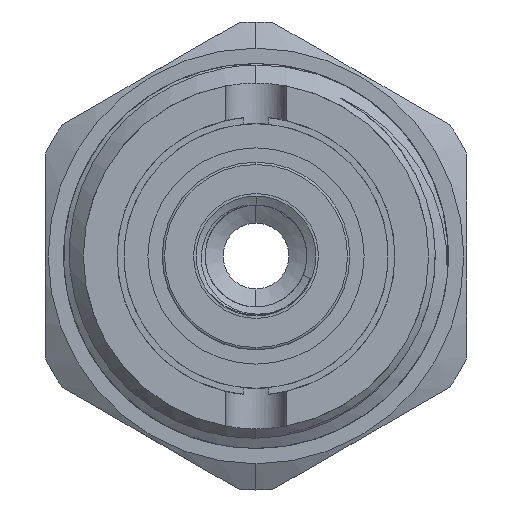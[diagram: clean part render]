
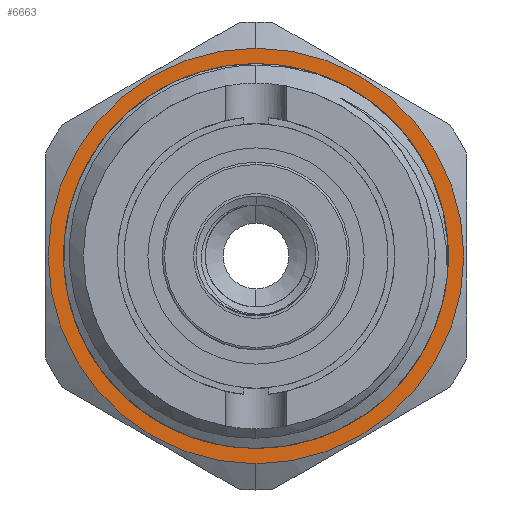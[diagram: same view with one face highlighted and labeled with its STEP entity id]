
A CAD part, front view. The second image highlights one B-rep face of the part: STEP entity #6663.
In plain terms, the highlighted planar face has unit normal (0, -1, 0).
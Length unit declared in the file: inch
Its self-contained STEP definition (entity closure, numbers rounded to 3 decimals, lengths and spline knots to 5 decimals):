
#101 = VERTEX_POINT ( 'NONE', #12118 ) ;
#372 = DIRECTION ( 'NONE',  ( 0., 0., -1. ) ) ;
#770 = EDGE_CURVE ( 'NONE', #27918, #9930, #14196, .T. ) ;
#1516 = FACE_BOUND ( 'NONE', #17311, .T. ) ;
#2038 = ORIENTED_EDGE ( 'NONE', *, *, #21400, .T. ) ;
#2829 = CARTESIAN_POINT ( 'NONE',  ( 0., 0.945, 0. ) ) ;
#3175 = CARTESIAN_POINT ( 'NONE',  ( 0., 0.945, 0.555 ) ) ;
#3868 = DIRECTION ( 'NONE',  ( 0., -1., 0. ) ) ;
#4564 = ORIENTED_EDGE ( 'NONE', *, *, #7054, .T. ) ;
#4925 = ORIENTED_EDGE ( 'NONE', *, *, #15118, .F. ) ;
#5080 = DIRECTION ( 'NONE',  ( 0., 0., -1. ) ) ;
#6411 = AXIS2_PLACEMENT_3D ( 'NONE', #2829, #19786, #5080 ) ;
#6663 = ADVANCED_FACE ( 'NONE', ( #8379, #1516 ), #17294, .T. ) ;
#7054 = EDGE_CURVE ( 'NONE', #101, #28504, #12222, .T. ) ;
#7845 = AXIS2_PLACEMENT_3D ( 'NONE', #30930, #3868, #11466 ) ;
#8023 = CARTESIAN_POINT ( 'NONE',  ( 0., 0.945, 0. ) ) ;
#8379 = FACE_OUTER_BOUND ( 'NONE', #23202, .T. ) ;
#9930 = VERTEX_POINT ( 'NONE', #11658 ) ;
#11466 = DIRECTION ( 'NONE',  ( 0., 0., -1. ) ) ;
#11658 = CARTESIAN_POINT ( 'NONE',  ( 0., 0.945, 0.46 ) ) ;
#12118 = CARTESIAN_POINT ( 'NONE',  ( 0., 0.945, -0.555 ) ) ;
#12222 = CIRCLE ( 'NONE', #26997, 0.555 ) ;
#12959 = DIRECTION ( 'NONE',  ( 0., 0., -1. ) ) ;
#13260 = CIRCLE ( 'NONE', #6411, 0.46 ) ;
#13344 = AXIS2_PLACEMENT_3D ( 'NONE', #8023, #22750, #12959 ) ;
#14196 = CIRCLE ( 'NONE', #13344, 0.46 ) ;
#15118 = EDGE_CURVE ( 'NONE', #9930, #27918, #13260, .T. ) ;
#15461 = CARTESIAN_POINT ( 'NONE',  ( 0., 0.945, 0.555 ) ) ;
#17294 = PLANE ( 'NONE',  #23740 ) ;
#17311 = EDGE_LOOP ( 'NONE', ( #30469, #4925 ) ) ;
#17665 = DIRECTION ( 'NONE',  ( 0., -1., 0. ) ) ;
#19786 = DIRECTION ( 'NONE',  ( 0., -1., 0. ) ) ;
#21400 = EDGE_CURVE ( 'NONE', #28504, #101, #29913, .T. ) ;
#22492 = DIRECTION ( 'NONE',  ( 0., 0., -1. ) ) ;
#22750 = DIRECTION ( 'NONE',  ( 0., -1., 0. ) ) ;
#23202 = EDGE_LOOP ( 'NONE', ( #2038, #4564 ) ) ;
#23687 = CARTESIAN_POINT ( 'NONE',  ( 0., 0.945, -0.46 ) ) ;
#23740 = AXIS2_PLACEMENT_3D ( 'NONE', #3175, #25168, #22492 ) ;
#24716 = CARTESIAN_POINT ( 'NONE',  ( 0., 0.945, 0. ) ) ;
#25168 = DIRECTION ( 'NONE',  ( 0., -1., 0. ) ) ;
#26997 = AXIS2_PLACEMENT_3D ( 'NONE', #24716, #17665, #372 ) ;
#27918 = VERTEX_POINT ( 'NONE', #23687 ) ;
#28504 = VERTEX_POINT ( 'NONE', #15461 ) ;
#29913 = CIRCLE ( 'NONE', #7845, 0.555 ) ;
#30469 = ORIENTED_EDGE ( 'NONE', *, *, #770, .F. ) ;
#30930 = CARTESIAN_POINT ( 'NONE',  ( 0., 0.945, 0. ) ) ;
